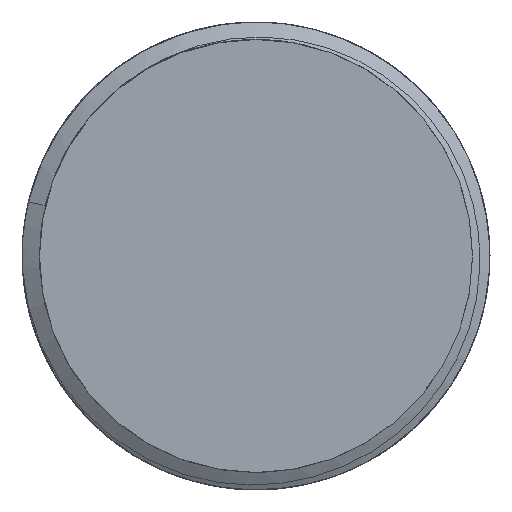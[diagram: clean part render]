
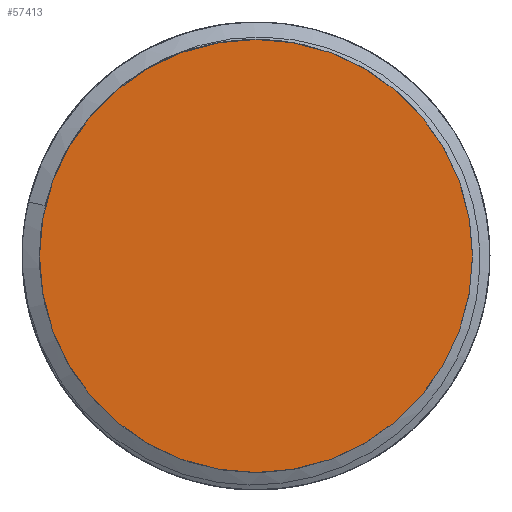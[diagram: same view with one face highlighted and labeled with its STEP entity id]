
A CAD part, front view. The second image highlights one B-rep face of the part: STEP entity #57413.
In plain terms, the highlighted planar face has unit normal (0, -1, 0).
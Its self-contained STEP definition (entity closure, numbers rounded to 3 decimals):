
#57300 = CYLINDRICAL_SURFACE('',#57301,13.88);
#57301 = AXIS2_PLACEMENT_3D('',#57302,#57303,#57304);
#57302 = CARTESIAN_POINT('',(0.,13.5,0.));
#57303 = DIRECTION('',(0.,-1.,0.));
#57304 = DIRECTION('',(1.,0.,0.));
#57364 = VERTEX_POINT('',#57365);
#57365 = CARTESIAN_POINT('',(13.88,30.,0.));
#57385 = EDGE_CURVE('',#57364,#57364,#57386,.T.);
#57386 = SURFACE_CURVE('',#57387,(#57392,#57399),.PCURVE_S1.);
#57387 = CIRCLE('',#57388,13.88);
#57388 = AXIS2_PLACEMENT_3D('',#57389,#57390,#57391);
#57389 = CARTESIAN_POINT('',(0.,30.,0.));
#57390 = DIRECTION('',(0.,-1.,0.));
#57391 = DIRECTION('',(1.,0.,0.));
#57392 = PCURVE('',#57300,#57393);
#57393 = DEFINITIONAL_REPRESENTATION('',(#57394),#57398);
#57394 = LINE('',#57395,#57396);
#57395 = CARTESIAN_POINT('',(0.,-16.5));
#57396 = VECTOR('',#57397,1.);
#57397 = DIRECTION('',(1.,0.));
#57398 = ( GEOMETRIC_REPRESENTATION_CONTEXT(2) 
PARAMETRIC_REPRESENTATION_CONTEXT() REPRESENTATION_CONTEXT('2D SPACE',''
  ) );
#57399 = PCURVE('',#57400,#57405);
#57400 = PLANE('',#57401);
#57401 = AXIS2_PLACEMENT_3D('',#57402,#57403,#57404);
#57402 = CARTESIAN_POINT('',(0.,30.,0.));
#57403 = DIRECTION('',(0.,-1.,0.));
#57404 = DIRECTION('',(0.,0.,-1.));
#57405 = DEFINITIONAL_REPRESENTATION('',(#57406),#57410);
#57406 = CIRCLE('',#57407,13.88);
#57407 = AXIS2_PLACEMENT_2D('',#57408,#57409);
#57408 = CARTESIAN_POINT('',(0.,0.));
#57409 = DIRECTION('',(0.,1.));
#57410 = ( GEOMETRIC_REPRESENTATION_CONTEXT(2) 
PARAMETRIC_REPRESENTATION_CONTEXT() REPRESENTATION_CONTEXT('2D SPACE',''
  ) );
#57413 = ADVANCED_FACE('',(#57414),#57400,.T.);
#57414 = FACE_BOUND('',#57415,.T.);
#57415 = EDGE_LOOP('',(#57416));
#57416 = ORIENTED_EDGE('',*,*,#57385,.T.);
